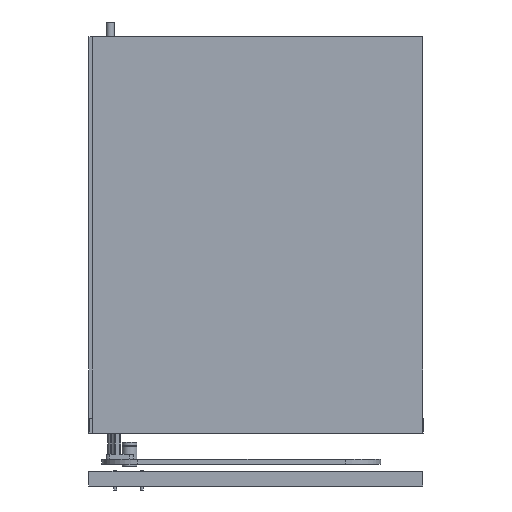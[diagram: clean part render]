
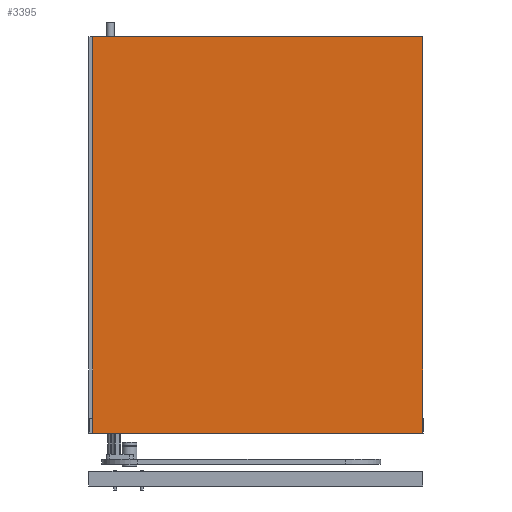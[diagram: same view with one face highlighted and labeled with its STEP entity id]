
A CAD part, left-side view. The second image highlights one B-rep face of the part: STEP entity #3395.
In plain terms, the highlighted face is planar.
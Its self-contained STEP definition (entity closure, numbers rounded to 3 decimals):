
#3178 = PLANE('',#3179);
#3179 = AXIS2_PLACEMENT_3D('',#3180,#3181,#3182);
#3180 = CARTESIAN_POINT('',(0.,-66.663,438.523));
#3181 = DIRECTION('',(0.,0.,1.));
#3182 = DIRECTION('',(1.,0.,0.));
#3232 = PLANE('',#3233);
#3233 = AXIS2_PLACEMENT_3D('',#3234,#3235,#3236);
#3234 = CARTESIAN_POINT('',(0.,-66.663,38.523));
#3235 = DIRECTION('',(0.,0.,1.));
#3236 = DIRECTION('',(1.,0.,0.));
#3287 = PLANE('',#3288);
#3288 = AXIS2_PLACEMENT_3D('',#3289,#3290,#3291);
#3289 = CARTESIAN_POINT('',(-162.625,-287.442,
    38.523));
#3290 = DIRECTION('',(0.,-1.,0.));
#3291 = DIRECTION('',(-1.,0.,0.));
#3325 = VERTEX_POINT('',#3326);
#3326 = CARTESIAN_POINT('',(-177.624,-287.442,
    438.523));
#3347 = EDGE_CURVE('',#3348,#3325,#3350,.T.);
#3348 = VERTEX_POINT('',#3349);
#3349 = CARTESIAN_POINT('',(-177.624,-287.442,
    38.523));
#3350 = SURFACE_CURVE('',#3351,(#3355,#3362),.PCURVE_S1.);
#3351 = LINE('',#3352,#3353);
#3352 = CARTESIAN_POINT('',(-177.624,-287.442,
    38.523));
#3353 = VECTOR('',#3354,1.);
#3354 = DIRECTION('',(0.,0.,1.));
#3355 = PCURVE('',#3287,#3356);
#3356 = DEFINITIONAL_REPRESENTATION('',(#3357),#3361);
#3357 = LINE('',#3358,#3359);
#3358 = CARTESIAN_POINT('',(14.999,0.));
#3359 = VECTOR('',#3360,1.);
#3360 = DIRECTION('',(0.,-1.));
#3361 = ( GEOMETRIC_REPRESENTATION_CONTEXT(2) 
PARAMETRIC_REPRESENTATION_CONTEXT() REPRESENTATION_CONTEXT('2D SPACE',''
  ) );
#3362 = PCURVE('',#3363,#3368);
#3363 = PLANE('',#3364);
#3364 = AXIS2_PLACEMENT_3D('',#3365,#3366,#3367);
#3365 = CARTESIAN_POINT('',(-177.624,-287.442,
    38.523));
#3366 = DIRECTION('',(-1.,0.,0.));
#3367 = DIRECTION('',(0.,1.,0.));
#3368 = DEFINITIONAL_REPRESENTATION('',(#3369),#3373);
#3369 = LINE('',#3370,#3371);
#3370 = CARTESIAN_POINT('',(0.,0.));
#3371 = VECTOR('',#3372,1.);
#3372 = DIRECTION('',(0.,-1.));
#3373 = ( GEOMETRIC_REPRESENTATION_CONTEXT(2) 
PARAMETRIC_REPRESENTATION_CONTEXT() REPRESENTATION_CONTEXT('2D SPACE',''
  ) );
#3395 = ADVANCED_FACE('',(#3396),#3363,.T.);
#3396 = FACE_BOUND('',#3397,.T.);
#3397 = EDGE_LOOP('',(#3398,#3399,#3422,#3450));
#3398 = ORIENTED_EDGE('',*,*,#3347,.T.);
#3399 = ORIENTED_EDGE('',*,*,#3400,.T.);
#3400 = EDGE_CURVE('',#3325,#3401,#3403,.T.);
#3401 = VERTEX_POINT('',#3402);
#3402 = CARTESIAN_POINT('',(-177.624,45.99,
    438.523));
#3403 = SURFACE_CURVE('',#3404,(#3408,#3415),.PCURVE_S1.);
#3404 = LINE('',#3405,#3406);
#3405 = CARTESIAN_POINT('',(-177.624,-287.442,
    438.523));
#3406 = VECTOR('',#3407,1.);
#3407 = DIRECTION('',(0.,1.,0.));
#3408 = PCURVE('',#3363,#3409);
#3409 = DEFINITIONAL_REPRESENTATION('',(#3410),#3414);
#3410 = LINE('',#3411,#3412);
#3411 = CARTESIAN_POINT('',(0.,-400.));
#3412 = VECTOR('',#3413,1.);
#3413 = DIRECTION('',(1.,0.));
#3414 = ( GEOMETRIC_REPRESENTATION_CONTEXT(2) 
PARAMETRIC_REPRESENTATION_CONTEXT() REPRESENTATION_CONTEXT('2D SPACE',''
  ) );
#3415 = PCURVE('',#3178,#3416);
#3416 = DEFINITIONAL_REPRESENTATION('',(#3417),#3421);
#3417 = LINE('',#3418,#3419);
#3418 = CARTESIAN_POINT('',(-177.624,-220.779));
#3419 = VECTOR('',#3420,1.);
#3420 = DIRECTION('',(0.,1.));
#3421 = ( GEOMETRIC_REPRESENTATION_CONTEXT(2) 
PARAMETRIC_REPRESENTATION_CONTEXT() REPRESENTATION_CONTEXT('2D SPACE',''
  ) );
#3422 = ORIENTED_EDGE('',*,*,#3423,.F.);
#3423 = EDGE_CURVE('',#3424,#3401,#3426,.T.);
#3424 = VERTEX_POINT('',#3425);
#3425 = CARTESIAN_POINT('',(-177.624,45.99,
    38.523));
#3426 = SURFACE_CURVE('',#3427,(#3431,#3438),.PCURVE_S1.);
#3427 = LINE('',#3428,#3429);
#3428 = CARTESIAN_POINT('',(-177.624,45.99,
    38.523));
#3429 = VECTOR('',#3430,1.);
#3430 = DIRECTION('',(0.,0.,1.));
#3431 = PCURVE('',#3363,#3432);
#3432 = DEFINITIONAL_REPRESENTATION('',(#3433),#3437);
#3433 = LINE('',#3434,#3435);
#3434 = CARTESIAN_POINT('',(333.432,0.));
#3435 = VECTOR('',#3436,1.);
#3436 = DIRECTION('',(0.,-1.));
#3437 = ( GEOMETRIC_REPRESENTATION_CONTEXT(2) 
PARAMETRIC_REPRESENTATION_CONTEXT() REPRESENTATION_CONTEXT('2D SPACE',''
  ) );
#3438 = PCURVE('',#3439,#3444);
#3439 = PLANE('',#3440);
#3440 = AXIS2_PLACEMENT_3D('',#3441,#3442,#3443);
#3441 = CARTESIAN_POINT('',(-177.624,45.99,
    38.523));
#3442 = DIRECTION('',(0.,1.,0.));
#3443 = DIRECTION('',(1.,0.,0.));
#3444 = DEFINITIONAL_REPRESENTATION('',(#3445),#3449);
#3445 = LINE('',#3446,#3447);
#3446 = CARTESIAN_POINT('',(0.,0.));
#3447 = VECTOR('',#3448,1.);
#3448 = DIRECTION('',(0.,-1.));
#3449 = ( GEOMETRIC_REPRESENTATION_CONTEXT(2) 
PARAMETRIC_REPRESENTATION_CONTEXT() REPRESENTATION_CONTEXT('2D SPACE',''
  ) );
#3450 = ORIENTED_EDGE('',*,*,#3451,.F.);
#3451 = EDGE_CURVE('',#3348,#3424,#3452,.T.);
#3452 = SURFACE_CURVE('',#3453,(#3457,#3464),.PCURVE_S1.);
#3453 = LINE('',#3454,#3455);
#3454 = CARTESIAN_POINT('',(-177.624,-287.442,
    38.523));
#3455 = VECTOR('',#3456,1.);
#3456 = DIRECTION('',(0.,1.,0.));
#3457 = PCURVE('',#3363,#3458);
#3458 = DEFINITIONAL_REPRESENTATION('',(#3459),#3463);
#3459 = LINE('',#3460,#3461);
#3460 = CARTESIAN_POINT('',(0.,0.));
#3461 = VECTOR('',#3462,1.);
#3462 = DIRECTION('',(1.,0.));
#3463 = ( GEOMETRIC_REPRESENTATION_CONTEXT(2) 
PARAMETRIC_REPRESENTATION_CONTEXT() REPRESENTATION_CONTEXT('2D SPACE',''
  ) );
#3464 = PCURVE('',#3232,#3465);
#3465 = DEFINITIONAL_REPRESENTATION('',(#3466),#3470);
#3466 = LINE('',#3467,#3468);
#3467 = CARTESIAN_POINT('',(-177.624,-220.779));
#3468 = VECTOR('',#3469,1.);
#3469 = DIRECTION('',(0.,1.));
#3470 = ( GEOMETRIC_REPRESENTATION_CONTEXT(2) 
PARAMETRIC_REPRESENTATION_CONTEXT() REPRESENTATION_CONTEXT('2D SPACE',''
  ) );
